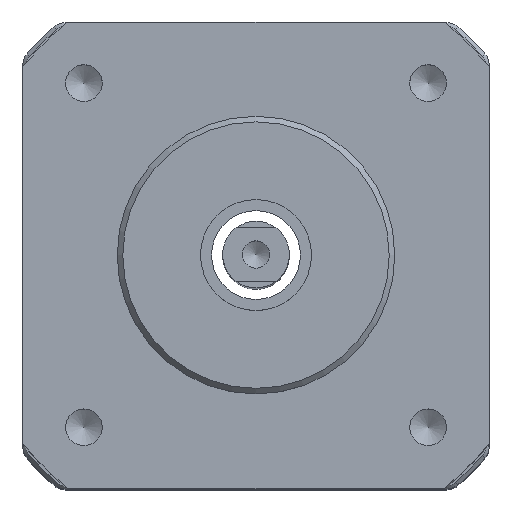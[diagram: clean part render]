
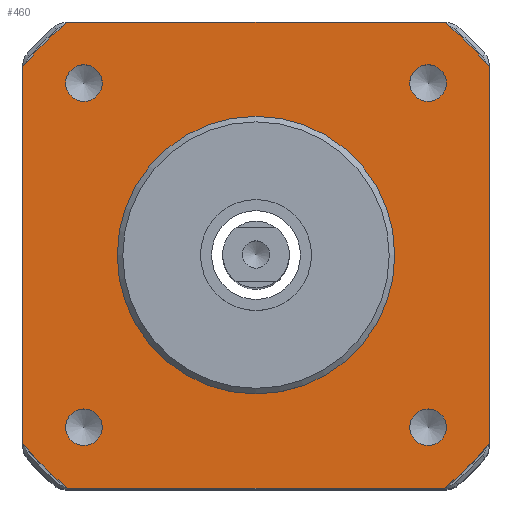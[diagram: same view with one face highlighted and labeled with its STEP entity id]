
A CAD part, top view. The second image highlights one B-rep face of the part: STEP entity #460.
In plain terms, the highlighted planar face has unit normal (0, 0, 1).
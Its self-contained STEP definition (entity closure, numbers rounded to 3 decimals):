
#460 = ADVANCED_FACE( '', ( #929, #930, #931, #932, #933, #934 ), #935, .T. );
#929 = FACE_BOUND( '', #1408, .T. );
#930 = FACE_BOUND( '', #1409, .T. );
#931 = FACE_BOUND( '', #1410, .T. );
#932 = FACE_BOUND( '', #1411, .T. );
#933 = FACE_BOUND( '', #1412, .T. );
#934 = FACE_OUTER_BOUND( '', #1413, .T. );
#935 = PLANE( '', #1414 );
#1408 = EDGE_LOOP( '', ( #2581 ) );
#1409 = EDGE_LOOP( '', ( #2582 ) );
#1410 = EDGE_LOOP( '', ( #2583 ) );
#1411 = EDGE_LOOP( '', ( #2584 ) );
#1412 = EDGE_LOOP( '', ( #2585 ) );
#1413 = EDGE_LOOP( '', ( #2586, #2587, #2588, #2589, #2590, #2591, #2592, #2593 ) );
#1414 = AXIS2_PLACEMENT_3D( '', #2594, #2595, #2596 );
#2581 = ORIENTED_EDGE( '', *, *, #3229, .T. );
#2582 = ORIENTED_EDGE( '', *, *, #3230, .T. );
#2583 = ORIENTED_EDGE( '', *, *, #3033, .T. );
#2584 = ORIENTED_EDGE( '', *, *, #3226, .T. );
#2585 = ORIENTED_EDGE( '', *, *, #3231, .F. );
#2586 = ORIENTED_EDGE( '', *, *, #3170, .T. );
#2587 = ORIENTED_EDGE( '', *, *, #2910, .T. );
#2588 = ORIENTED_EDGE( '', *, *, #2952, .T. );
#2589 = ORIENTED_EDGE( '', *, *, #3163, .T. );
#2590 = ORIENTED_EDGE( '', *, *, #3054, .T. );
#2591 = ORIENTED_EDGE( '', *, *, #2979, .T. );
#2592 = ORIENTED_EDGE( '', *, *, #3221, .T. );
#2593 = ORIENTED_EDGE( '', *, *, #2836, .T. );
#2594 = CARTESIAN_POINT( '', ( 0., 0., 40.5 ) );
#2595 = DIRECTION( '', ( 0., 0., 1. ) );
#2596 = DIRECTION( '', ( 1., 0., 0. ) );
#2836 = EDGE_CURVE( '', #3395, #3393, #3396, .T. );
#2910 = EDGE_CURVE( '', #3519, #3517, #3520, .T. );
#2952 = EDGE_CURVE( '', #3517, #3580, #3582, .T. );
#2979 = EDGE_CURVE( '', #3619, #3617, #3620, .T. );
#3033 = EDGE_CURVE( '', #3693, #3693, #3694, .T. );
#3054 = EDGE_CURVE( '', #3726, #3619, #3727, .T. );
#3163 = EDGE_CURVE( '', #3580, #3726, #3866, .T. );
#3170 = EDGE_CURVE( '', #3393, #3519, #3874, .T. );
#3221 = EDGE_CURVE( '', #3617, #3395, #3930, .T. );
#3226 = EDGE_CURVE( '', #3935, #3935, #3936, .T. );
#3229 = EDGE_CURVE( '', #3939, #3939, #3940, .T. );
#3230 = EDGE_CURVE( '', #3941, #3941, #3942, .T. );
#3231 = EDGE_CURVE( '', #3943, #3943, #3944, .T. );
#3393 = VERTEX_POINT( '', #4131 );
#3395 = VERTEX_POINT( '', #4134 );
#3396 = LINE( '', #4135, #4136 );
#3517 = VERTEX_POINT( '', #4286 );
#3519 = VERTEX_POINT( '', #4289 );
#3520 = LINE( '', #4290, #4291 );
#3580 = VERTEX_POINT( '', #4368 );
#3582 = CIRCLE( '', #4371, 27. );
#3617 = VERTEX_POINT( '', #4415 );
#3619 = VERTEX_POINT( '', #4418 );
#3620 = LINE( '', #4419, #4420 );
#3693 = VERTEX_POINT( '', #4522 );
#3694 = CIRCLE( '', #4523, 1.65 );
#3726 = VERTEX_POINT( '', #4559 );
#3727 = CIRCLE( '', #4560, 27. );
#3866 = LINE( '', #4736, #4737 );
#3874 = CIRCLE( '', #4745, 27. );
#3930 = CIRCLE( '', #4808, 27. );
#3935 = VERTEX_POINT( '', #4813 );
#3936 = CIRCLE( '', #4814, 1.65 );
#3939 = VERTEX_POINT( '', #4817 );
#3940 = CIRCLE( '', #4818, 1.65 );
#3941 = VERTEX_POINT( '', #4819 );
#3942 = CIRCLE( '', #4820, 1.65 );
#3943 = VERTEX_POINT( '', #4821 );
#3944 = CIRCLE( '', #4822, 12.5 );
#4131 = CARTESIAN_POINT( '', ( 16.971, -21., 40.5 ) );
#4134 = CARTESIAN_POINT( '', ( -16.971, -21., 40.5 ) );
#4135 = CARTESIAN_POINT( '', ( -16.971, -21., 40.5 ) );
#4136 = VECTOR( '', #4988, 1000. );
#4286 = CARTESIAN_POINT( '', ( 21., 16.971, 40.5 ) );
#4289 = CARTESIAN_POINT( '', ( 21., -16.971, 40.5 ) );
#4290 = CARTESIAN_POINT( '', ( 21., -16.971, 40.5 ) );
#4291 = VECTOR( '', #5097, 1000. );
#4368 = CARTESIAN_POINT( '', ( 16.971, 21., 40.5 ) );
#4371 = AXIS2_PLACEMENT_3D( '', #5158, #5159, #5160 );
#4415 = CARTESIAN_POINT( '', ( -21., -16.971, 40.5 ) );
#4418 = CARTESIAN_POINT( '', ( -21., 16.971, 40.5 ) );
#4419 = CARTESIAN_POINT( '', ( -21., 16.971, 40.5 ) );
#4420 = VECTOR( '', #5195, 1000. );
#4522 = CARTESIAN_POINT( '', ( 17.15, 15.5, 40.5 ) );
#4523 = AXIS2_PLACEMENT_3D( '', #5255, #5256, #5257 );
#4559 = CARTESIAN_POINT( '', ( -16.971, 21., 40.5 ) );
#4560 = AXIS2_PLACEMENT_3D( '', #5301, #5302, #5303 );
#4736 = CARTESIAN_POINT( '', ( 16.971, 21., 40.5 ) );
#4737 = VECTOR( '', #5443, 1000. );
#4745 = AXIS2_PLACEMENT_3D( '', #5456, #5457, #5458 );
#4808 = AXIS2_PLACEMENT_3D( '', #5520, #5521, #5522 );
#4813 = CARTESIAN_POINT( '', ( 15.5, -17.15, 40.5 ) );
#4814 = AXIS2_PLACEMENT_3D( '', #5526, #5527, #5528 );
#4817 = CARTESIAN_POINT( '', ( -17.15, -15.5, 40.5 ) );
#4818 = AXIS2_PLACEMENT_3D( '', #5529, #5530, #5531 );
#4819 = CARTESIAN_POINT( '', ( -15.5, 17.15, 40.5 ) );
#4820 = AXIS2_PLACEMENT_3D( '', #5532, #5533, #5534 );
#4821 = CARTESIAN_POINT( '', ( 12.5, 0., 40.5 ) );
#4822 = AXIS2_PLACEMENT_3D( '', #5535, #5536, #5537 );
#4988 = DIRECTION( '', ( 1., 0., 0. ) );
#5097 = DIRECTION( '', ( 0., 1., 0. ) );
#5158 = CARTESIAN_POINT( '', ( 0., 0., 40.5 ) );
#5159 = DIRECTION( '', ( 0., 0., 1. ) );
#5160 = DIRECTION( '', ( 0., -1., 0. ) );
#5195 = DIRECTION( '', ( 0., -1., 0. ) );
#5255 = CARTESIAN_POINT( '', ( 15.5, 15.5, 40.5 ) );
#5256 = DIRECTION( '', ( 0., 0., -1. ) );
#5257 = DIRECTION( '', ( 1., 0., 0. ) );
#5301 = CARTESIAN_POINT( '', ( 0., 0., 40.5 ) );
#5302 = DIRECTION( '', ( 0., 0., 1. ) );
#5303 = DIRECTION( '', ( 0., -1., 0. ) );
#5443 = DIRECTION( '', ( -1., 0., 0. ) );
#5456 = CARTESIAN_POINT( '', ( 0., 0., 40.5 ) );
#5457 = DIRECTION( '', ( 0., 0., 1. ) );
#5458 = DIRECTION( '', ( 0., -1., 0. ) );
#5520 = CARTESIAN_POINT( '', ( 0., 0., 40.5 ) );
#5521 = DIRECTION( '', ( 0., 0., 1. ) );
#5522 = DIRECTION( '', ( 0., -1., 0. ) );
#5526 = CARTESIAN_POINT( '', ( 15.5, -15.5, 40.5 ) );
#5527 = DIRECTION( '', ( 0., 0., -1. ) );
#5528 = DIRECTION( '', ( 0., -1., 0. ) );
#5529 = CARTESIAN_POINT( '', ( -15.5, -15.5, 40.5 ) );
#5530 = DIRECTION( '', ( 0., 0., -1. ) );
#5531 = DIRECTION( '', ( -1., 0., 0. ) );
#5532 = CARTESIAN_POINT( '', ( -15.5, 15.5, 40.5 ) );
#5533 = DIRECTION( '', ( 0., 0., -1. ) );
#5534 = DIRECTION( '', ( 0., 1., 0. ) );
#5535 = CARTESIAN_POINT( '', ( 0., 0., 40.5 ) );
#5536 = DIRECTION( '', ( 0., 0., 1. ) );
#5537 = DIRECTION( '', ( 1., 0., 0. ) );
